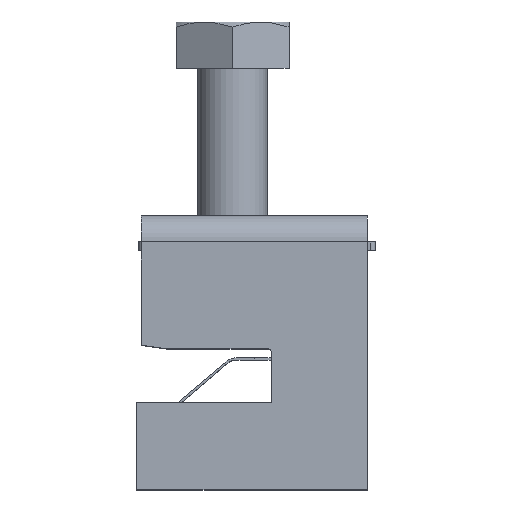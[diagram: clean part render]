
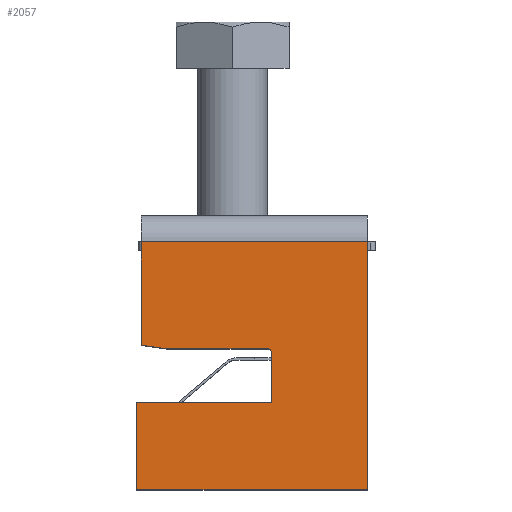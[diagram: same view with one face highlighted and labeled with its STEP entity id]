
A CAD part, top view. The second image highlights one B-rep face of the part: STEP entity #2057.
In plain terms, the highlighted planar face has unit normal (0, 0, 1).
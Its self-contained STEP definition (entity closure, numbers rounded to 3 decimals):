
#83=CIRCLE('',#2193,0.5);
#257=FACE_OUTER_BOUND('',#364,.T.);
#364=EDGE_LOOP('',(#1729,#1730,#1731,#1732,#1733,#1734,#1735,#1736,#1737,
#1738));
#462=LINE('',#2921,#694);
#582=LINE('',#3249,#814);
#583=LINE('',#3251,#815);
#584=LINE('',#3253,#816);
#585=LINE('',#3255,#817);
#586=LINE('',#3259,#818);
#587=LINE('',#3261,#819);
#588=LINE('',#3263,#820);
#589=LINE('',#3264,#821);
#694=VECTOR('',#2352,28.5);
#814=VECTOR('',#2630,26.);
#815=VECTOR('',#2631,11.876);
#816=VECTOR('',#2632,3.049);
#817=VECTOR('',#2633,11.481);
#818=VECTOR('',#2636,5.7);
#819=VECTOR('',#2637,15.5);
#820=VECTOR('',#2638,10.);
#821=VECTOR('',#2639,26.5);
#922=VERTEX_POINT('',#2918);
#923=VERTEX_POINT('',#2920);
#1028=VERTEX_POINT('',#3248);
#1029=VERTEX_POINT('',#3250);
#1030=VERTEX_POINT('',#3252);
#1031=VERTEX_POINT('',#3254);
#1032=VERTEX_POINT('',#3256);
#1033=VERTEX_POINT('',#3258);
#1034=VERTEX_POINT('',#3260);
#1035=VERTEX_POINT('',#3262);
#1130=EDGE_CURVE('',#922,#923,#462,.T.);
#1285=EDGE_CURVE('',#1028,#922,#582,.T.);
#1286=EDGE_CURVE('',#1029,#1028,#583,.T.);
#1287=EDGE_CURVE('',#1030,#1029,#584,.T.);
#1288=EDGE_CURVE('',#1030,#1031,#585,.T.);
#1289=EDGE_CURVE('',#1032,#1031,#83,.T.);
#1290=EDGE_CURVE('',#1033,#1032,#586,.T.);
#1291=EDGE_CURVE('',#1033,#1034,#587,.T.);
#1292=EDGE_CURVE('',#1034,#1035,#588,.T.);
#1293=EDGE_CURVE('',#923,#1035,#589,.T.);
#1729=ORIENTED_EDGE('',*,*,#1130,.F.);
#1730=ORIENTED_EDGE('',*,*,#1285,.F.);
#1731=ORIENTED_EDGE('',*,*,#1286,.F.);
#1732=ORIENTED_EDGE('',*,*,#1287,.F.);
#1733=ORIENTED_EDGE('',*,*,#1288,.T.);
#1734=ORIENTED_EDGE('',*,*,#1289,.F.);
#1735=ORIENTED_EDGE('',*,*,#1290,.F.);
#1736=ORIENTED_EDGE('',*,*,#1291,.T.);
#1737=ORIENTED_EDGE('',*,*,#1292,.T.);
#1738=ORIENTED_EDGE('',*,*,#1293,.F.);
#1967=PLANE('',#2192);
#2057=ADVANCED_FACE('',(#257),#1967,.T.);
#2192=AXIS2_PLACEMENT_3D('',#3247,#2628,#2629);
#2193=AXIS2_PLACEMENT_3D('',#3257,#2634,#2635);
#2352=DIRECTION('',(0.,-1.,0.));
#2628=DIRECTION('center_axis',(0.,0.,
1.));
#2629=DIRECTION('ref_axis',(1.,0.,0.));
#2630=DIRECTION('',(1.,0.,0.));
#2631=DIRECTION('',(0.,1.,0.));
#2632=DIRECTION('',(-0.99,0.139,0.));
#2633=DIRECTION('',(1.,0.,0.));
#2634=DIRECTION('center_axis',(0.,0.,1.));
#2635=DIRECTION('ref_axis',(0.707,0.707,0.));
#2636=DIRECTION('',(0.,1.,0.));
#2637=DIRECTION('',(-1.,0.,0.));
#2638=DIRECTION('',(0.,-1.,0.));
#2639=DIRECTION('',(-1.,0.,0.));
#2918=CARTESIAN_POINT('',(-8.519,10.921,16.));
#2920=CARTESIAN_POINT('',(-8.519,-17.579,16.));
#2921=CARTESIAN_POINT('',(-8.519,0.421,16.));
#3247=CARTESIAN_POINT('Origin',(-22.233,-12.614,16.));
#3248=CARTESIAN_POINT('',(-34.519,10.921,16.));
#3249=CARTESIAN_POINT('',(-28.073,10.921,16.));
#3250=CARTESIAN_POINT('',(-34.519,-0.955,16.));
#3251=CARTESIAN_POINT('',(-34.519,0.421,16.));
#3252=CARTESIAN_POINT('',(-31.5,-1.379,16.));
#3253=CARTESIAN_POINT('',(-26.519,-2.079,16.));
#3254=CARTESIAN_POINT('',(-20.019,-1.379,16.));
#3255=CARTESIAN_POINT('',(-26.867,-1.379,16.));
#3256=CARTESIAN_POINT('',(-19.519,-1.879,16.));
#3257=CARTESIAN_POINT('Origin',(-20.019,-1.879,16.));
#3258=CARTESIAN_POINT('',(-19.519,-7.579,16.));
#3259=CARTESIAN_POINT('',(-19.519,-8.079,16.));
#3260=CARTESIAN_POINT('',(-35.019,-7.579,16.));
#3261=CARTESIAN_POINT('',(-33.378,-7.579,16.));
#3262=CARTESIAN_POINT('',(-35.019,-17.579,16.));
#3263=CARTESIAN_POINT('',(-35.019,-7.579,16.));
#3264=CARTESIAN_POINT('',(-25.019,-17.579,16.));
